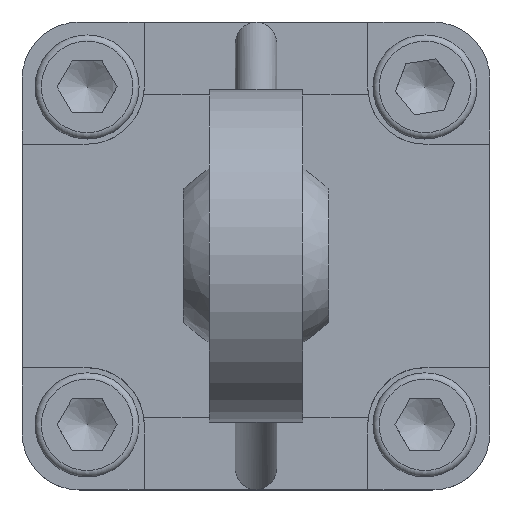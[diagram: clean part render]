
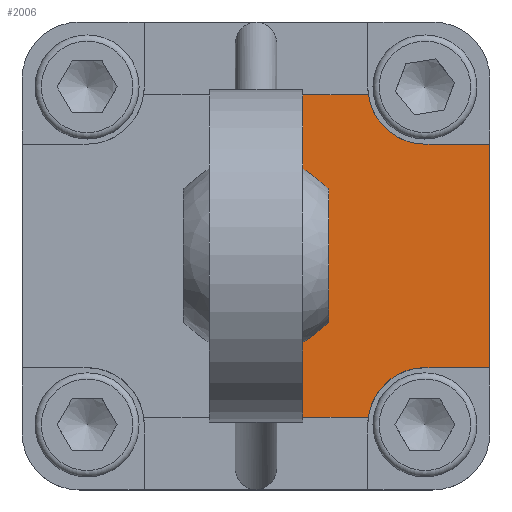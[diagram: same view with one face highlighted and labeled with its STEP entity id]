
A CAD part, top view. The second image highlights one B-rep face of the part: STEP entity #2006.
In plain terms, the highlighted planar face has unit normal (0, 0, 1).
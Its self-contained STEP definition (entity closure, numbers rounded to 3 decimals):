
#134=LINE('',#3209,#286);
#144=LINE('',#3231,#296);
#147=LINE('',#3240,#299);
#148=LINE('',#3242,#300);
#149=LINE('',#3244,#301);
#150=LINE('',#3247,#302);
#286=VECTOR('',#2601,31.);
#296=VECTOR('',#2623,6.301);
#299=VECTOR('',#2632,6.25);
#300=VECTOR('',#2633,21.5);
#301=VECTOR('',#2634,6.25);
#302=VECTOR('',#2637,6.301);
#527=FACE_OUTER_BOUND('',#686,.T.);
#686=EDGE_LOOP('',(#1549,#1550,#1551,#1552,#1553,#1554,#1555,#1556));
#782=CIRCLE('',#2189,5.5);
#783=CIRCLE('',#2190,5.5);
#929=VERTEX_POINT('',#3206);
#930=VERTEX_POINT('',#3208);
#936=VERTEX_POINT('',#3229);
#938=VERTEX_POINT('',#3237);
#939=VERTEX_POINT('',#3239);
#940=VERTEX_POINT('',#3241);
#941=VERTEX_POINT('',#3243);
#942=VERTEX_POINT('',#3245);
#1144=EDGE_CURVE('',#930,#929,#134,.T.);
#1156=EDGE_CURVE('',#929,#936,#144,.T.);
#1159=EDGE_CURVE('',#936,#938,#782,.T.);
#1160=EDGE_CURVE('',#938,#939,#147,.T.);
#1161=EDGE_CURVE('',#940,#939,#148,.T.);
#1162=EDGE_CURVE('',#940,#941,#149,.T.);
#1163=EDGE_CURVE('',#941,#942,#783,.T.);
#1164=EDGE_CURVE('',#942,#930,#150,.T.);
#1549=ORIENTED_EDGE('',*,*,#1144,.T.);
#1550=ORIENTED_EDGE('',*,*,#1156,.T.);
#1551=ORIENTED_EDGE('',*,*,#1159,.T.);
#1552=ORIENTED_EDGE('',*,*,#1160,.T.);
#1553=ORIENTED_EDGE('',*,*,#1161,.F.);
#1554=ORIENTED_EDGE('',*,*,#1162,.T.);
#1555=ORIENTED_EDGE('',*,*,#1163,.T.);
#1556=ORIENTED_EDGE('',*,*,#1164,.T.);
#1780=PLANE('',#2188);
#2006=ADVANCED_FACE('',(#527),#1780,.T.);
#2188=AXIS2_PLACEMENT_3D('',#3236,#2628,#2629);
#2189=AXIS2_PLACEMENT_3D('',#3238,#2630,#2631);
#2190=AXIS2_PLACEMENT_3D('',#3246,#2635,#2636);
#2601=DIRECTION('',(0.,-1.,0.));
#2623=DIRECTION('',(1.,0.,0.));
#2628=DIRECTION('center_axis',(0.,0.,
1.));
#2629=DIRECTION('ref_axis',(0.,-1.,0.));
#2630=DIRECTION('center_axis',(0.,0.,
-1.));
#2631=DIRECTION('ref_axis',(0.,1.,0.));
#2632=DIRECTION('',(1.,0.,0.));
#2633=DIRECTION('',(0.,-1.,0.));
#2634=DIRECTION('',(-1.,0.,0.));
#2635=DIRECTION('center_axis',(0.,0.,
-1.));
#2636=DIRECTION('ref_axis',(-1.,0.,0.));
#2637=DIRECTION('',(-1.,0.,0.));
#3206=CARTESIAN_POINT('',(4.5,-15.5,10.));
#3208=CARTESIAN_POINT('',(4.5,15.5,10.));
#3209=CARTESIAN_POINT('',(4.5,0.,10.));
#3229=CARTESIAN_POINT('',(10.801,-15.5,10.));
#3231=CARTESIAN_POINT('',(11.25,-15.5,10.));
#3236=CARTESIAN_POINT('Origin',(0.,0.,
10.));
#3237=CARTESIAN_POINT('',(16.25,-10.75,10.));
#3238=CARTESIAN_POINT('Origin',(16.25,-16.25,10.));
#3239=CARTESIAN_POINT('',(22.5,-10.75,10.));
#3240=CARTESIAN_POINT('',(11.25,-10.75,10.));
#3241=CARTESIAN_POINT('',(22.5,10.75,10.));
#3242=CARTESIAN_POINT('',(22.5,-17.,10.));
#3243=CARTESIAN_POINT('',(16.25,10.75,10.));
#3244=CARTESIAN_POINT('',(8.125,10.75,10.));
#3245=CARTESIAN_POINT('',(10.801,15.5,10.));
#3246=CARTESIAN_POINT('Origin',(16.25,16.25,10.));
#3247=CARTESIAN_POINT('',(-11.25,15.5,10.));
